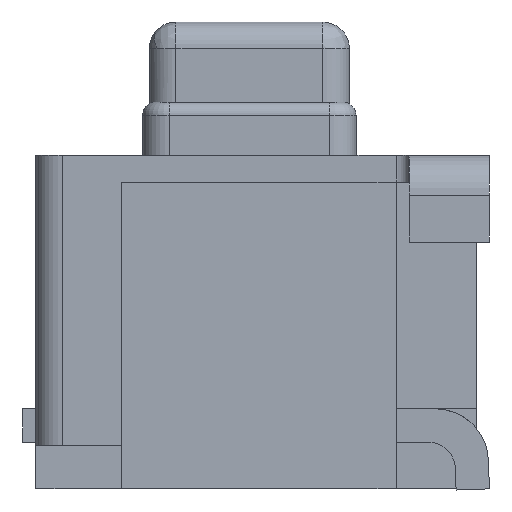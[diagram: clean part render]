
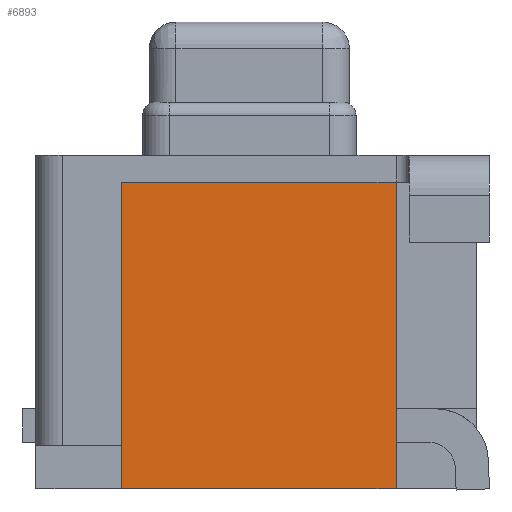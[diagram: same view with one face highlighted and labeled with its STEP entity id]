
A CAD part, left-side view. The second image highlights one B-rep face of the part: STEP entity #6893.
In plain terms, the highlighted face is planar.
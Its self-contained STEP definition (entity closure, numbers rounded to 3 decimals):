
#315 = EDGE_CURVE ( 'NONE', #6596, #5666, #3388, .T. ) ;
#387 = VECTOR ( 'NONE', #6460, 1000. ) ;
#561 = VERTEX_POINT ( 'NONE', #7931 ) ;
#789 = CARTESIAN_POINT ( 'NONE',  ( 3., -1.063, 2.3 ) ) ;
#791 = LINE ( 'NONE', #7537, #7116 ) ;
#1074 = ORIENTED_EDGE ( 'NONE', *, *, #7518, .T. ) ;
#1151 = VERTEX_POINT ( 'NONE', #6473 ) ;
#1831 = DIRECTION ( 'NONE',  ( 0., 1., 0. ) ) ;
#1855 = CARTESIAN_POINT ( 'NONE',  ( 3., -0.96, 2.415 ) ) ;
#2148 = DIRECTION ( 'NONE',  ( 0., 0., 1. ) ) ;
#2422 = CARTESIAN_POINT ( 'NONE',  ( 3., -1.063, 2.415 ) ) ;
#2652 = ORIENTED_EDGE ( 'NONE', *, *, #315, .T. ) ;
#2723 = VECTOR ( 'NONE', #1831, 1000. ) ;
#2756 = CARTESIAN_POINT ( 'NONE',  ( 3., -0.96, 0.325 ) ) ;
#2983 = ORIENTED_EDGE ( 'NONE', *, *, #4342, .T. ) ;
#3388 = LINE ( 'NONE', #4093, #4728 ) ;
#3545 = ORIENTED_EDGE ( 'NONE', *, *, #8294, .T. ) ;
#3857 = ORIENTED_EDGE ( 'NONE', *, *, #5803, .T. ) ;
#4093 = CARTESIAN_POINT ( 'NONE',  ( 3., 1.1, 2.415 ) ) ;
#4283 = VECTOR ( 'NONE', #7413, 1000. ) ;
#4342 = EDGE_CURVE ( 'NONE', #1151, #8345, #7417, .T. ) ;
#4469 = PLANE ( 'NONE',  #7648 ) ;
#4493 = LINE ( 'NONE', #5187, #2723 ) ;
#4728 = VECTOR ( 'NONE', #2148, 1000. ) ;
#4854 = DIRECTION ( 'NONE',  ( 0., 0., -1. ) ) ;
#5177 = CARTESIAN_POINT ( 'NONE',  ( 3., 1.1, 0. ) ) ;
#5187 = CARTESIAN_POINT ( 'NONE',  ( 3., -1.765, 0. ) ) ;
#5666 = VERTEX_POINT ( 'NONE', #7396 ) ;
#5803 = EDGE_CURVE ( 'NONE', #8345, #561, #791, .T. ) ;
#6252 = EDGE_LOOP ( 'NONE', ( #1074, #2652, #3545, #2983, #3857 ) ) ;
#6433 = LINE ( 'NONE', #789, #4283 ) ;
#6448 = DIRECTION ( 'NONE',  ( 0., 0., -1. ) ) ;
#6460 = DIRECTION ( 'NONE',  ( 0., 0., -1. ) ) ;
#6473 = CARTESIAN_POINT ( 'NONE',  ( 3., -0.96, 2.3 ) ) ;
#6596 = VERTEX_POINT ( 'NONE', #5177 ) ;
#6893 = ADVANCED_FACE ( 'NONE', ( #8445 ), #4469, .T. ) ;
#7116 = VECTOR ( 'NONE', #4854, 1000. ) ;
#7396 = CARTESIAN_POINT ( 'NONE',  ( 3., 1.1, 2.3 ) ) ;
#7413 = DIRECTION ( 'NONE',  ( 0., -1., 0. ) ) ;
#7417 = LINE ( 'NONE', #1855, #387 ) ;
#7518 = EDGE_CURVE ( 'NONE', #561, #6596, #4493, .T. ) ;
#7537 = CARTESIAN_POINT ( 'NONE',  ( 3., -0.96, -0.018 ) ) ;
#7648 = AXIS2_PLACEMENT_3D ( 'NONE', #2422, #7777, #6448 ) ;
#7777 = DIRECTION ( 'NONE',  ( 1., 0., 0. ) ) ;
#7931 = CARTESIAN_POINT ( 'NONE',  ( 3., -0.96, 0. ) ) ;
#8294 = EDGE_CURVE ( 'NONE', #5666, #1151, #6433, .T. ) ;
#8345 = VERTEX_POINT ( 'NONE', #2756 ) ;
#8445 = FACE_OUTER_BOUND ( 'NONE', #6252, .T. ) ;
